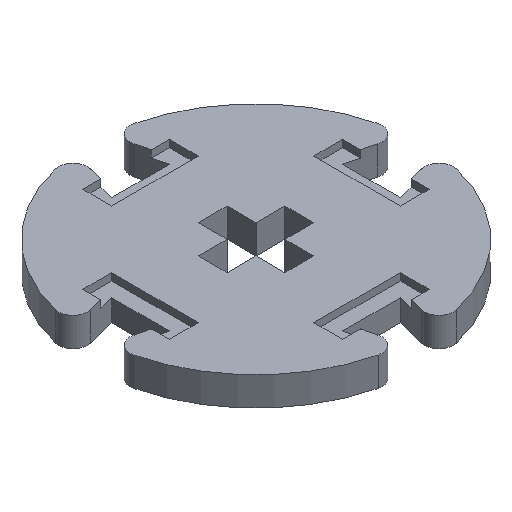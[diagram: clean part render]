
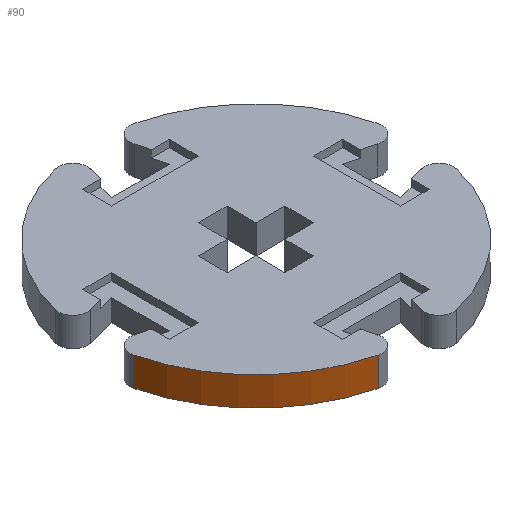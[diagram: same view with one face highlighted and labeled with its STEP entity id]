
A CAD part, isometric view. The second image highlights one B-rep face of the part: STEP entity #90.
In plain terms, the highlighted cylindrical face has radius 11.5 mm (diameter 23 mm), a partial arc.
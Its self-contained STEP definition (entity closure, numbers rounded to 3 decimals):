
#90=ADVANCED_FACE('',(#378),#380,.T.);
#378=FACE_BOUND('',#379,.T.);
#379=EDGE_LOOP('',(#805,#806,#807,#808));
#380=CYLINDRICAL_SURFACE('',#381,11.5);
#381=AXIS2_PLACEMENT_3D('',#382,#383,#384);
#382=CARTESIAN_POINT('',(0.,0.,0.));
#383=DIRECTION('',(0.,0.,1.));
#384=DIRECTION('',(-1.,0.,0.));
#805=ORIENTED_EDGE('',*,*,#1059,.T.);
#806=ORIENTED_EDGE('',*,*,#1042,.T.);
#807=ORIENTED_EDGE('',*,*,#1061,.T.);
#808=ORIENTED_EDGE('',*,*,#976,.F.);
#976=EDGE_CURVE('',#1207,#1209,#1210,.T.);
#1042=EDGE_CURVE('',#1296,#1320,#1322,.T.);
#1059=EDGE_CURVE('',#1207,#1296,#1351,.F.);
#1061=EDGE_CURVE('',#1320,#1209,#1353,.T.);
#1207=VERTEX_POINT('',#1637);
#1209=VERTEX_POINT('',#1642);
#1210=CIRCLE('',#1643,11.5);
#1296=VERTEX_POINT('',#1838);
#1320=VERTEX_POINT('',#1898);
#1322=CIRCLE('',#1903,11.5);
#1351=LINE('',#1967,#1968);
#1353=LINE('',#1973,#1974);
#1637=CARTESIAN_POINT('',(-11.175,-2.716,2.));
#1642=CARTESIAN_POINT('',(-2.716,-11.175,2.));
#1643=AXIS2_PLACEMENT_3D('',#1644,#1645,#1646);
#1644=CARTESIAN_POINT('',(0.,0.,2.));
#1645=DIRECTION('',(0.,0.,1.));
#1646=DIRECTION('',(-0.972,-0.236,0.));
#1838=CARTESIAN_POINT('',(-11.175,-2.716,0.));
#1898=CARTESIAN_POINT('',(-2.716,-11.175,0.));
#1903=AXIS2_PLACEMENT_3D('',#1904,#1905,#1906);
#1904=CARTESIAN_POINT('',(0.,0.,0.));
#1905=DIRECTION('',(0.,0.,1.));
#1906=DIRECTION('',(-0.972,-0.236,0.));
#1967=CARTESIAN_POINT('',(-11.175,-2.716,0.));
#1968=VECTOR('',#1969,1.);
#1969=DIRECTION('',(0.,0.,1.));
#1973=CARTESIAN_POINT('',(-2.716,-11.175,0.));
#1974=VECTOR('',#1975,1.);
#1975=DIRECTION('',(0.,0.,1.));
